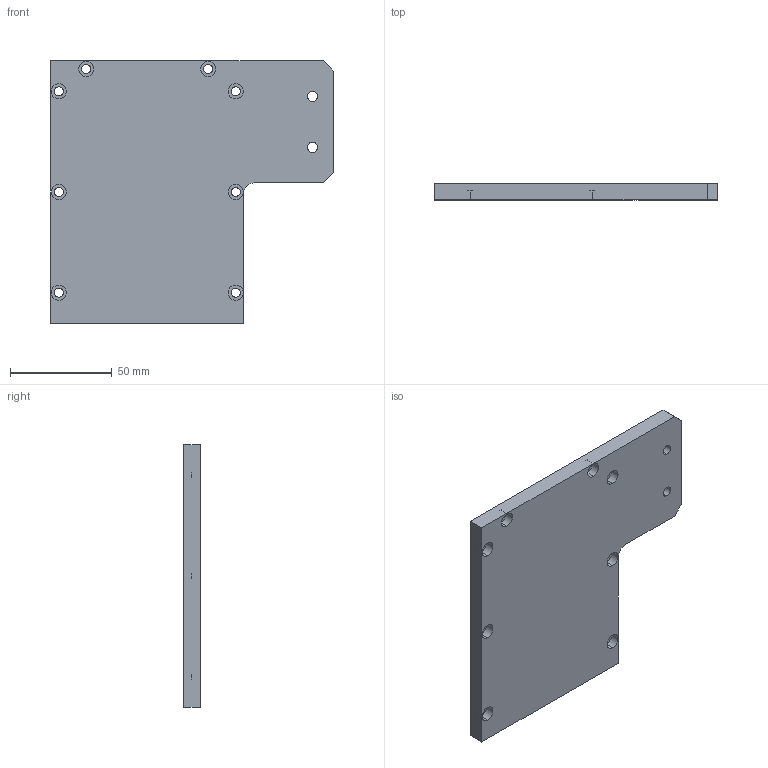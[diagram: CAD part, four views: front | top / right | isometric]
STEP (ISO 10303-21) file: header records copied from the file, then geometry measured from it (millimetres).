
FILE_DESCRIPTION (( 'STEP AP214' ), '1' );
FILE_NAME ('K4-PLAQUE DE BASE TYPE 2.STEP', '2022-05-23T19:09:11', ( '' ), ( '' ), 'SwSTEP 2.0', 'SolidWorks 2021', '' );
FILE_SCHEMA (( 'AUTOMOTIVE_DESIGN' ));
Length unit declared in the file: millimetre
Products named in the file (1): K4-PLAQUE DE BASE TYPE 2
Bounding box: 139 x 8 x 129 mm (x, y, z)
Volume: 116675.6 mm3; surface area: 35129.5 mm2
Topology: 1 solids, 1 shells, 55 faces, 135 edges, 90 vertices
Faces by surface type: cylinder 37, plane 18
Entity records: 1781 total; most frequent: DIRECTION 321, CARTESIAN_POINT 281, ORIENTED_EDGE 270, EDGE_CURVE 135, AXIS2_PLACEMENT_3D 130, VERTEX_POINT 90, EDGE_LOOP 83, CIRCLE 74
